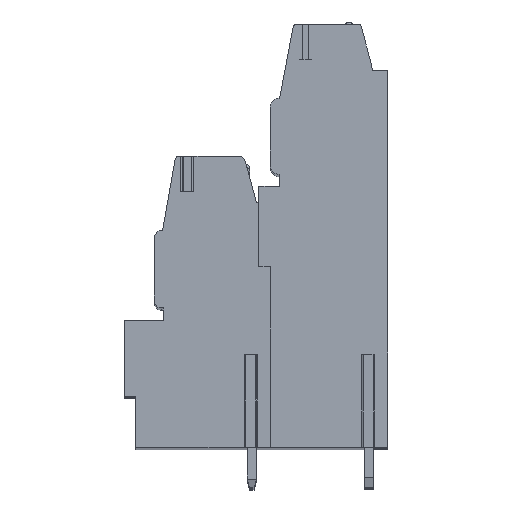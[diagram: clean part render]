
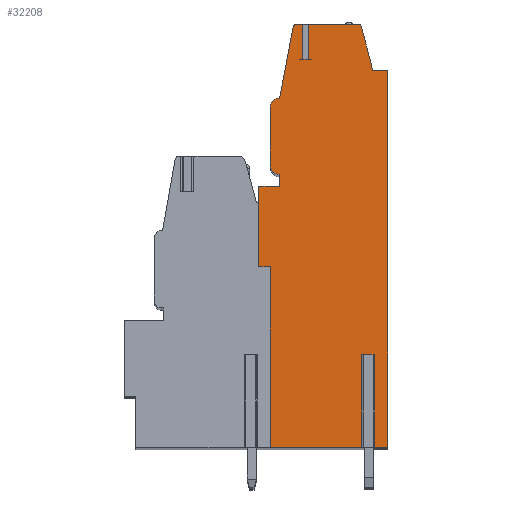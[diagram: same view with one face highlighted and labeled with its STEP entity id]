
A CAD part, top view. The second image highlights one B-rep face of the part: STEP entity #32208.
In plain terms, the highlighted planar face has unit normal (0, 0, 1).
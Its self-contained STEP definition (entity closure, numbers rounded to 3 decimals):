
#13=DIRECTION('',(0.,1.,0.));
#14=VECTOR('',#13,15.6);
#15=CARTESIAN_POINT('',(1.,-19.1,114.3));
#16=LINE('',#15,#14);
#17=DIRECTION('',(1.,0.,0.));
#18=VECTOR('',#17,1.);
#19=CARTESIAN_POINT('',(0.,-3.5,114.3));
#20=LINE('',#19,#18);
#21=DIRECTION('',(-1.,0.,0.));
#22=VECTOR('',#21,1.8);
#23=CARTESIAN_POINT('',(1.8,3.5,114.3));
#24=LINE('',#23,#22);
#25=DIRECTION('',(0.,-1.,0.));
#26=VECTOR('',#25,1.);
#27=CARTESIAN_POINT('',(1.8,4.5,114.3));
#28=LINE('',#27,#26);
#29=CARTESIAN_POINT('',(1.8,5.3,114.3));
#30=DIRECTION('',(0.,0.,1.));
#31=DIRECTION('',(-1.,0.,0.));
#32=AXIS2_PLACEMENT_3D('',#29,#30,#31);
#34=DIRECTION('',(0.,-1.,0.));
#35=VECTOR('',#34,5.);
#36=CARTESIAN_POINT('',(1.,10.3,114.3));
#37=LINE('',#36,#35);
#38=CARTESIAN_POINT('',(1.8,10.3,114.3));
#39=DIRECTION('',(0.,0.,1.));
#40=DIRECTION('',(0.,1.,0.));
#41=AXIS2_PLACEMENT_3D('',#38,#39,#40);
#43=DIRECTION('',(-0.186,-0.983,0.));
#44=VECTOR('',#43,6.265);
#45=CARTESIAN_POINT('',(2.964,17.256,114.3));
#46=LINE('',#45,#44);
#47=CARTESIAN_POINT('',(3.259,17.2,114.3));
#48=DIRECTION('',(0.,0.,1.));
#49=DIRECTION('',(0.,1.,0.));
#50=AXIS2_PLACEMENT_3D('',#47,#48,#49);
#52=DIRECTION('',(-1.,0.,0.));
#53=VECTOR('',#52,0.551);
#54=CARTESIAN_POINT('',(3.81,17.5,114.3));
#55=LINE('',#54,#53);
#56=DIRECTION('',(0.,-1.,0.));
#57=VECTOR('',#56,3.05);
#58=CARTESIAN_POINT('',(3.81,17.5,114.3));
#59=LINE('',#58,#57);
#60=DIRECTION('',(1.,0.,0.));
#61=VECTOR('',#60,0.5);
#62=CARTESIAN_POINT('',(3.81,14.45,114.3));
#63=LINE('',#62,#61);
#64=DIRECTION('',(0.,-1.,0.));
#65=VECTOR('',#64,3.05);
#66=CARTESIAN_POINT('',(4.31,17.5,114.3));
#67=LINE('',#66,#65);
#68=DIRECTION('',(-1.,0.,0.));
#69=VECTOR('',#68,4.27);
#70=CARTESIAN_POINT('',(8.58,17.5,114.3));
#71=LINE('',#70,#69);
#72=CARTESIAN_POINT('',(8.58,17.2,114.3));
#73=DIRECTION('',(0.,0.,1.));
#74=DIRECTION('',(0.965,0.261,0.));
#75=AXIS2_PLACEMENT_3D('',#72,#73,#74);
#77=DIRECTION('',(-0.261,0.965,0.));
#78=VECTOR('',#77,3.539);
#79=CARTESIAN_POINT('',(9.792,13.861,114.3));
#80=LINE('',#79,#78);
#81=DIRECTION('',(-0.035,0.999,0.));
#82=VECTOR('',#81,0.361);
#83=CARTESIAN_POINT('',(9.805,13.5,114.3));
#84=LINE('',#83,#82);
#85=DIRECTION('',(-1.,0.,0.));
#86=VECTOR('',#85,1.355);
#87=CARTESIAN_POINT('',(11.16,13.5,114.3));
#88=LINE('',#87,#86);
#89=DIRECTION('',(0.,1.,0.));
#90=VECTOR('',#89,32.6);
#91=CARTESIAN_POINT('',(11.16,-19.1,114.3));
#92=LINE('',#91,#90);
#93=DIRECTION('',(1.,0.,0.));
#94=VECTOR('',#93,1.39);
#95=CARTESIAN_POINT('',(9.77,-19.1,114.3));
#96=LINE('',#95,#94);
#97=DIRECTION('',(0.,1.,0.));
#98=VECTOR('',#97,8.);
#99=CARTESIAN_POINT('',(9.77,-19.1,114.3));
#100=LINE('',#99,#98);
#101=DIRECTION('',(-1.,0.,0.));
#102=VECTOR('',#101,0.62);
#103=CARTESIAN_POINT('',(9.77,-11.1,114.3));
#104=LINE('',#103,#102);
#105=DIRECTION('',(0.,1.,0.));
#106=VECTOR('',#105,8.);
#107=CARTESIAN_POINT('',(9.15,-19.1,114.3));
#108=LINE('',#107,#106);
#109=DIRECTION('',(1.,0.,0.));
#110=VECTOR('',#109,8.15);
#111=CARTESIAN_POINT('',(1.,-19.1,114.3));
#112=LINE('',#111,#110);
#281=DIRECTION('',(0.,-1.,0.));
#282=VECTOR('',#281,7.);
#283=CARTESIAN_POINT('',(0.,3.5,114.3));
#284=LINE('',#283,#282);
#25324=CARTESIAN_POINT('',(11.16,-19.1,114.3));
#25325=CARTESIAN_POINT('',(11.16,13.5,114.3));
#25326=VERTEX_POINT('',#25324);
#25327=VERTEX_POINT('',#25325);
#25328=CARTESIAN_POINT('',(9.805,13.5,114.3));
#25329=VERTEX_POINT('',#25328);
#25330=CARTESIAN_POINT('',(9.792,13.861,114.3));
#25331=VERTEX_POINT('',#25330);
#25332=CARTESIAN_POINT('',(8.87,17.278,114.3));
#25333=VERTEX_POINT('',#25332);
#25334=CARTESIAN_POINT('',(8.58,17.5,114.3));
#25335=VERTEX_POINT('',#25334);
#25336=CARTESIAN_POINT('',(3.259,17.5,114.3));
#25337=CARTESIAN_POINT('',(2.964,17.256,114.3));
#25338=VERTEX_POINT('',#25336);
#25339=VERTEX_POINT('',#25337);
#25340=CARTESIAN_POINT('',(1.8,11.1,114.3));
#25341=VERTEX_POINT('',#25340);
#25342=CARTESIAN_POINT('',(1.,10.3,114.3));
#25343=VERTEX_POINT('',#25342);
#25344=CARTESIAN_POINT('',(1.,5.3,114.3));
#25345=VERTEX_POINT('',#25344);
#25346=CARTESIAN_POINT('',(1.8,4.5,114.3));
#25347=VERTEX_POINT('',#25346);
#25348=CARTESIAN_POINT('',(1.8,3.5,114.3));
#25349=VERTEX_POINT('',#25348);
#25350=CARTESIAN_POINT('',(0.,3.5,114.3));
#25351=VERTEX_POINT('',#25350);
#25436=CARTESIAN_POINT('',(9.77,-11.1,114.3));
#25437=CARTESIAN_POINT('',(9.15,-11.1,114.3));
#25438=VERTEX_POINT('',#25436);
#25439=VERTEX_POINT('',#25437);
#25440=CARTESIAN_POINT('',(9.77,-19.1,114.3));
#25441=VERTEX_POINT('',#25440);
#25442=CARTESIAN_POINT('',(9.15,-19.1,114.3));
#25443=VERTEX_POINT('',#25442);
#25444=CARTESIAN_POINT('',(1.,-19.1,114.3));
#25445=VERTEX_POINT('',#25444);
#25482=CARTESIAN_POINT('',(3.81,14.45,114.3));
#25483=CARTESIAN_POINT('',(4.31,14.45,114.3));
#25484=VERTEX_POINT('',#25482);
#25485=VERTEX_POINT('',#25483);
#25486=CARTESIAN_POINT('',(3.81,17.5,114.3));
#25487=VERTEX_POINT('',#25486);
#25492=CARTESIAN_POINT('',(4.31,17.5,114.3));
#25493=VERTEX_POINT('',#25492);
#31647=CARTESIAN_POINT('',(1.,-3.5,114.3));
#31648=VERTEX_POINT('',#31647);
#31649=CARTESIAN_POINT('',(0.,-3.5,114.3));
#31650=VERTEX_POINT('',#31649);
#32151=CARTESIAN_POINT('',(0.,0.,114.3));
#32152=DIRECTION('',(0.,0.,1.));
#32153=DIRECTION('',(1.,0.,0.));
#32154=AXIS2_PLACEMENT_3D('',#32151,#32152,#32153);
#32155=PLANE('',#32154);
#32157=ORIENTED_EDGE('',*,*,#32156,.T.);
#32159=ORIENTED_EDGE('',*,*,#32158,.F.);
#32161=ORIENTED_EDGE('',*,*,#32160,.F.);
#32163=ORIENTED_EDGE('',*,*,#32162,.F.);
#32165=ORIENTED_EDGE('',*,*,#32164,.F.);
#32167=ORIENTED_EDGE('',*,*,#32166,.F.);
#32169=ORIENTED_EDGE('',*,*,#32168,.F.);
#32171=ORIENTED_EDGE('',*,*,#32170,.F.);
#32173=ORIENTED_EDGE('',*,*,#32172,.F.);
#32175=ORIENTED_EDGE('',*,*,#32174,.F.);
#32177=ORIENTED_EDGE('',*,*,#32176,.F.);
#32179=ORIENTED_EDGE('',*,*,#32178,.T.);
#32181=ORIENTED_EDGE('',*,*,#32180,.T.);
#32183=ORIENTED_EDGE('',*,*,#32182,.F.);
#32185=ORIENTED_EDGE('',*,*,#32184,.F.);
#32187=ORIENTED_EDGE('',*,*,#32186,.F.);
#32189=ORIENTED_EDGE('',*,*,#32188,.F.);
#32191=ORIENTED_EDGE('',*,*,#32190,.F.);
#32193=ORIENTED_EDGE('',*,*,#32192,.F.);
#32195=ORIENTED_EDGE('',*,*,#32194,.F.);
#32197=ORIENTED_EDGE('',*,*,#32196,.F.);
#32199=ORIENTED_EDGE('',*,*,#32198,.T.);
#32201=ORIENTED_EDGE('',*,*,#32200,.T.);
#32203=ORIENTED_EDGE('',*,*,#32202,.F.);
#32205=ORIENTED_EDGE('',*,*,#32204,.F.);
#32206=EDGE_LOOP('',(#32157,#32159,#32161,#32163,#32165,#32167,#32169,#32171,
#32173,#32175,#32177,#32179,#32181,#32183,#32185,#32187,#32189,#32191,#32193,
#32195,#32197,#32199,#32201,#32203,#32205));
#32207=FACE_OUTER_BOUND('',#32206,.F.);
#33=CIRCLE('',#32,0.8);
#42=CIRCLE('',#41,0.8);
#51=CIRCLE('',#50,0.3);
#76=CIRCLE('',#75,0.3);
#32156=EDGE_CURVE('',#25445,#31648,#16,.T.);
#32158=EDGE_CURVE('',#31650,#31648,#20,.T.);
#32160=EDGE_CURVE('',#25351,#31650,#284,.T.);
#32162=EDGE_CURVE('',#25349,#25351,#24,.T.);
#32164=EDGE_CURVE('',#25347,#25349,#28,.T.);
#32166=EDGE_CURVE('',#25345,#25347,#33,.T.);
#32168=EDGE_CURVE('',#25343,#25345,#37,.T.);
#32170=EDGE_CURVE('',#25341,#25343,#42,.T.);
#32172=EDGE_CURVE('',#25339,#25341,#46,.T.);
#32174=EDGE_CURVE('',#25338,#25339,#51,.T.);
#32176=EDGE_CURVE('',#25487,#25338,#55,.T.);
#32178=EDGE_CURVE('',#25487,#25484,#59,.T.);
#32180=EDGE_CURVE('',#25484,#25485,#63,.T.);
#32182=EDGE_CURVE('',#25493,#25485,#67,.T.);
#32184=EDGE_CURVE('',#25335,#25493,#71,.T.);
#32186=EDGE_CURVE('',#25333,#25335,#76,.T.);
#32188=EDGE_CURVE('',#25331,#25333,#80,.T.);
#32190=EDGE_CURVE('',#25329,#25331,#84,.T.);
#32192=EDGE_CURVE('',#25327,#25329,#88,.T.);
#32194=EDGE_CURVE('',#25326,#25327,#92,.T.);
#32196=EDGE_CURVE('',#25441,#25326,#96,.T.);
#32198=EDGE_CURVE('',#25441,#25438,#100,.T.);
#32200=EDGE_CURVE('',#25438,#25439,#104,.T.);
#32202=EDGE_CURVE('',#25443,#25439,#108,.T.);
#32204=EDGE_CURVE('',#25445,#25443,#112,.T.);
#32208=ADVANCED_FACE('',(#32207),#32155,.T.);
